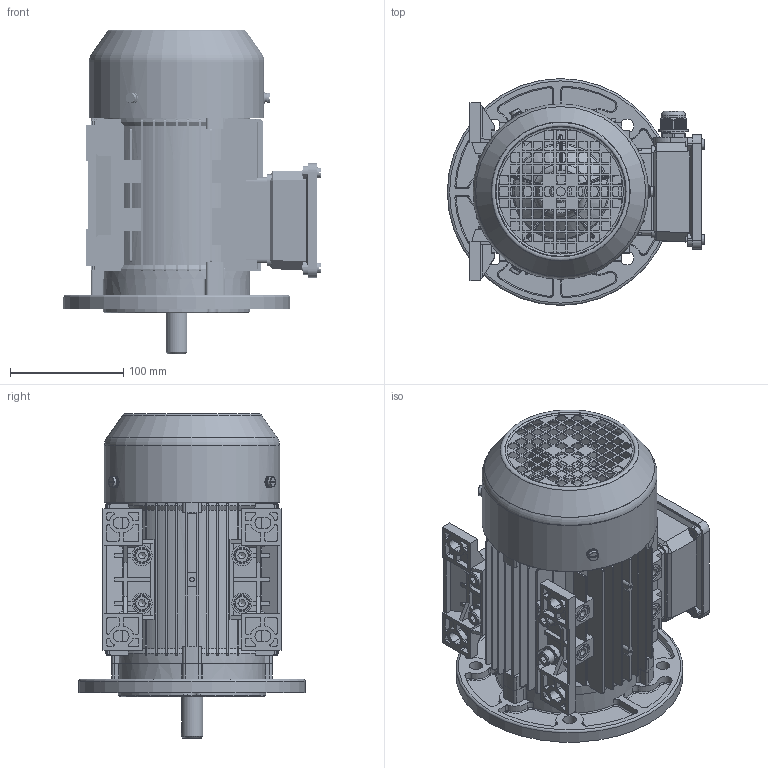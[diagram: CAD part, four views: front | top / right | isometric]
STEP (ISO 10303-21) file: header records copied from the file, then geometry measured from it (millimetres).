
FILE_DESCRIPTION(/* description */ (''),/* implementation_level */ '2;1');
FILE_NAME(/* name */ 'JL-80-B35.stp',/* time_stamp */ '2018-12-30T14:23:06+08:00',/* author */ (''),/* organization */ (''),/* preprocessor_version */ 'ST-DEVELOPER v16.7',/* originating_system */ 'SIEMENS PLM Software NX 12.0',/* authorisation */ '');
FILE_SCHEMA (('AP203_CONFIGURATION_CONTROLLED_3D_DESIGN_OF_MECHANICAL_PARTS_AND_ASSEMBLIES_MIM_LF { 1 0 10303 403 2 1 2}'));
Length unit declared in the file: millimetre
Products named in the file (1): JL-80-B35
Bounding box: 227 x 200 x 285.99 mm (x, y, z)
Volume: 1127687.1 mm3; surface area: 734873.6 mm2
Topology: 52 solids, 52 shells, 4309 faces, 12044 edges, 7949 vertices
Faces by surface type: plane 2590, cylinder 1228, torus 211, cone 196, bspline 84
Full cylindrical faces by diameter (mm): 2 x4, 3.5 x6, 4 x18, 4.48 x8, 4.8 x1, 5 x27, 5.3 x4, 5.35 x3, 5.8 x14, 6 x7, 6.6 x12, 7 x9, 8 x5, 8.58 x4, 9 x4, 10 x7, 11 x12, 12 x17, 13 x4, 13.75 x2, 14.785 x4, 15 x4, 16 x12, 16.25 x4, 18.4 x1, 18.6 x1, 18.75 x10, 19 x1, 19.2 x2, 19.375 x12
Entity records: 149657 total; most frequent: CARTESIAN_POINT 43542, ORIENTED_EDGE 22542, DIRECTION 20699, EDGE_CURVE 11271, VERTEX_POINT 7629, AXIS2_PLACEMENT_3D 7131, LINE 6437, VECTOR 6437
